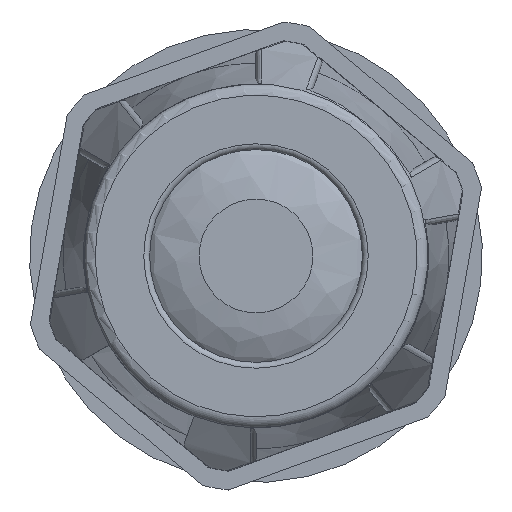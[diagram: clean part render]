
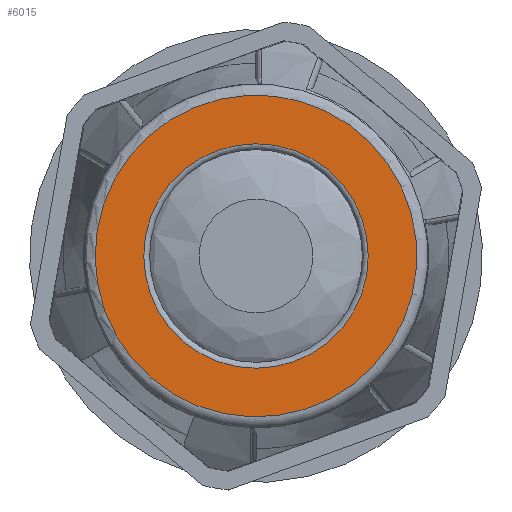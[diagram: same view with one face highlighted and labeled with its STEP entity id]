
A CAD part, left-side view. The second image highlights one B-rep face of the part: STEP entity #6015.
In plain terms, the highlighted planar face has unit normal (-1, 0, 0).
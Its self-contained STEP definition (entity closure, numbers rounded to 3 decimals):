
#435=PLANE('',#6726);
#1351=FACE_BOUND('',#2066,.T.);
#1691=FACE_OUTER_BOUND('',#2065,.T.);
#2065=EDGE_LOOP('',(#5617));
#2066=EDGE_LOOP('',(#5618));
#2444=CIRCLE('',#6690,13.765);
#2456=CIRCLE('',#6725,9.605);
#3015=VERTEX_POINT('',#15235);
#3027=VERTEX_POINT('',#15292);
#3874=EDGE_CURVE('',#3015,#3015,#2444,.T.);
#3896=EDGE_CURVE('',#3027,#3027,#2456,.T.);
#5617=ORIENTED_EDGE('',*,*,#3874,.F.);
#5618=ORIENTED_EDGE('',*,*,#3896,.T.);
#6015=ADVANCED_FACE('',(#1691,#1351),#435,.T.);
#6690=AXIS2_PLACEMENT_3D('',#15236,#8277,#8278);
#6725=AXIS2_PLACEMENT_3D('',#15293,#8357,#8358);
#6726=AXIS2_PLACEMENT_3D('',#15294,#8359,#8360);
#8277=DIRECTION('center_axis',(1.,0.,0.));
#8278=DIRECTION('ref_axis',(0.,0.,-1.));
#8357=DIRECTION('center_axis',(1.,0.,0.));
#8358=DIRECTION('ref_axis',(0.,0.,-1.));
#8359=DIRECTION('center_axis',(-1.,0.,0.));
#8360=DIRECTION('ref_axis',(0.,0.,1.));
#15235=CARTESIAN_POINT('',(-27.38,13.765,0.));
#15236=CARTESIAN_POINT('Origin',(-27.38,0.,0.));
#15292=CARTESIAN_POINT('',(-27.38,9.605,0.));
#15293=CARTESIAN_POINT('Origin',(-27.38,0.,0.));
#15294=CARTESIAN_POINT('Origin',(-27.38,13.765,0.));
